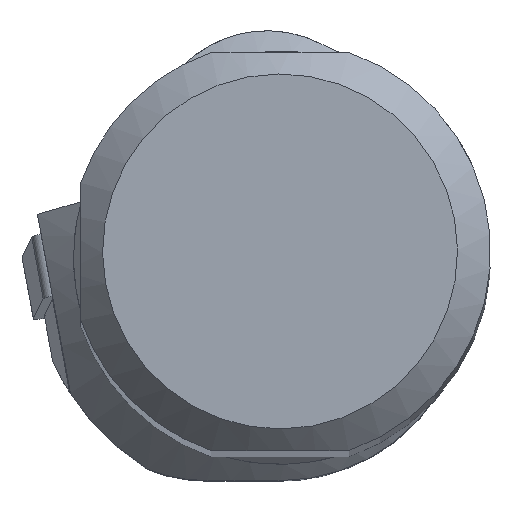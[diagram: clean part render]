
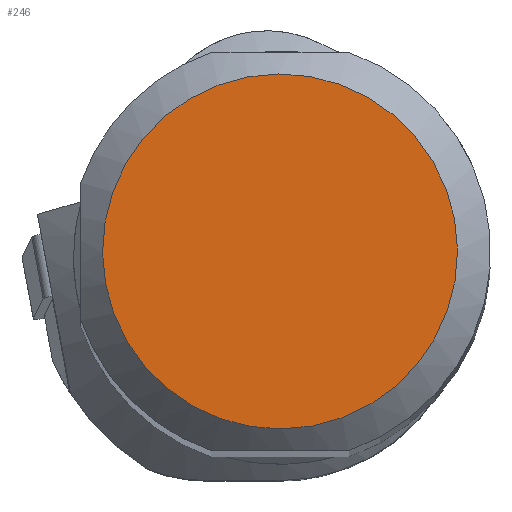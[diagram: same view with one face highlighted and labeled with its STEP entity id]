
A CAD part, top view. The second image highlights one B-rep face of the part: STEP entity #246.
In plain terms, the highlighted planar face has unit normal (0, 0, 1).
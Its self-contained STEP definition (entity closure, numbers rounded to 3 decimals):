
#180=FACE_OUTER_BOUND('',#532,.T.);
#246=ADVANCED_FACE('CU_SU_BP3',(#180),#297,.F.);
#297=PLANE('',#1426);
#532=EDGE_LOOP('',(#757));
#757=ORIENTED_EDGE('',*,*,#1142,.T.);
#1005=VERTEX_POINT('',#2186);
#1142=EDGE_CURVE('',#1005,#1005,#1244,.T.);
#1244=CIRCLE('',#1413,13.364);
#1413=AXIS2_PLACEMENT_3D('',#2185,#1676,#1677);
#1426=AXIS2_PLACEMENT_3D('',#2290,#1708,#1709);
#1676=DIRECTION('',(0.,0.,1.));
#1677=DIRECTION('',(-0.983,-0.181,0.));
#1708=DIRECTION('',(0.,0.,-1.));
#1709=DIRECTION('',(-0.983,-0.181,0.));
#2185=CARTESIAN_POINT('',(0.,0.,0.));
#2186=CARTESIAN_POINT('',(-13.142,-2.425,0.));
#2290=CARTESIAN_POINT('',(-15.864,0.,0.));
